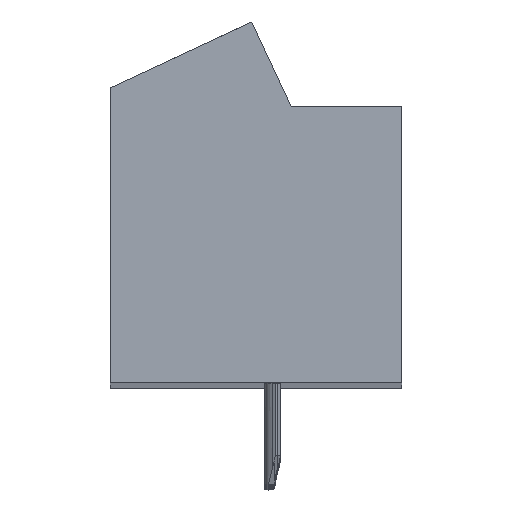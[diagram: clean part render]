
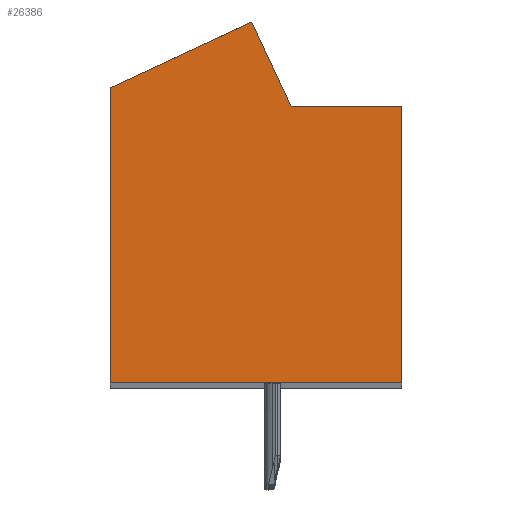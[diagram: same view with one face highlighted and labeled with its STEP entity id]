
A CAD part, top view. The second image highlights one B-rep face of the part: STEP entity #26386.
In plain terms, the highlighted planar face has unit normal (0, 0, 1).
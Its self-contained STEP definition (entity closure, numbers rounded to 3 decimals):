
#9319=DIRECTION('',(-1.,0.,0.));
#9320=VECTOR('',#9319,3.79);
#9321=CARTESIAN_POINT('',(5.002,3.3,101.75));
#9322=LINE('',#9321,#9320);
#9323=DIRECTION('',(0.,1.,0.));
#9324=VECTOR('',#9323,9.5);
#9325=CARTESIAN_POINT('',(5.002,-6.2,101.75));
#9326=LINE('',#9325,#9324);
#9327=DIRECTION('',(1.,0.,0.));
#9328=VECTOR('',#9327,10.);
#9329=CARTESIAN_POINT('',(-4.998,-6.2,101.75));
#9330=LINE('',#9329,#9328);
#9331=DIRECTION('',(0.,-1.,0.));
#9332=VECTOR('',#9331,10.135);
#9333=CARTESIAN_POINT('',(-4.998,3.935,101.75));
#9334=LINE('',#9333,#9332);
#9335=DIRECTION('',(-0.906,-0.423,0.));
#9336=VECTOR('',#9335,5.36);
#9337=CARTESIAN_POINT('',(-0.14,6.2,101.75));
#9338=LINE('',#9337,#9336);
#9339=DIRECTION('',(-0.423,0.906,0.));
#9340=VECTOR('',#9339,3.2);
#9341=CARTESIAN_POINT('',(1.212,3.3,101.75));
#9342=LINE('',#9341,#9340);
#11308=CARTESIAN_POINT('',(5.002,3.3,101.75));
#11309=CARTESIAN_POINT('',(1.212,3.3,101.75));
#11310=VERTEX_POINT('',#11308);
#11311=VERTEX_POINT('',#11309);
#11312=CARTESIAN_POINT('',(-0.14,6.2,101.75));
#11313=VERTEX_POINT('',#11312);
#11314=CARTESIAN_POINT('',(-4.998,3.935,101.75));
#11315=VERTEX_POINT('',#11314);
#11316=CARTESIAN_POINT('',(-4.998,-6.2,101.75));
#11317=VERTEX_POINT('',#11316);
#11318=CARTESIAN_POINT('',(5.002,-6.2,101.75));
#11319=VERTEX_POINT('',#11318);
#26373=CARTESIAN_POINT('',(0.,0.,101.75));
#26374=DIRECTION('',(0.,0.,1.));
#26375=DIRECTION('',(1.,0.,0.));
#26376=AXIS2_PLACEMENT_3D('',#26373,#26374,#26375);
#26377=PLANE('',#26376);
#26378=ORIENTED_EDGE('',*,*,#14487,.F.);
#26379=ORIENTED_EDGE('',*,*,#14502,.F.);
#26380=ORIENTED_EDGE('',*,*,#14516,.F.);
#26381=ORIENTED_EDGE('',*,*,#14915,.F.);
#26382=ORIENTED_EDGE('',*,*,#15343,.F.);
#26383=ORIENTED_EDGE('',*,*,#26367,.F.);
#26384=EDGE_LOOP('',(#26378,#26379,#26380,#26381,#26382,#26383));
#26385=FACE_OUTER_BOUND('',#26384,.F.);
#14487=EDGE_CURVE('',#11310,#11311,#9322,.T.);
#14502=EDGE_CURVE('',#11319,#11310,#9326,.T.);
#14516=EDGE_CURVE('',#11317,#11319,#9330,.T.);
#14915=EDGE_CURVE('',#11315,#11317,#9334,.T.);
#15343=EDGE_CURVE('',#11313,#11315,#9338,.T.);
#26367=EDGE_CURVE('',#11311,#11313,#9342,.T.);
#26386=ADVANCED_FACE('',(#26385),#26377,.T.);
